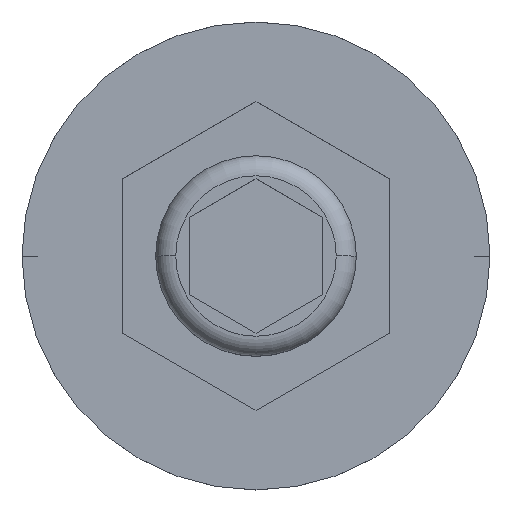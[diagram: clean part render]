
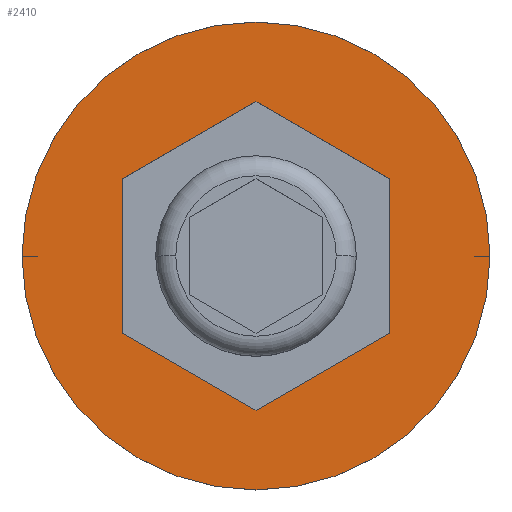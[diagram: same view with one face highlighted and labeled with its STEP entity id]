
A CAD part, top view. The second image highlights one B-rep face of the part: STEP entity #2410.
In plain terms, the highlighted planar face has unit normal (0, 0, 1).
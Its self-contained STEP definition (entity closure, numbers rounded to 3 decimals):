
#25 = EDGE_CURVE ( 'NONE', #209, #922, #1134, .T. ) ;
#32 = DIRECTION ( 'NONE',  ( 0., -1., 0. ) ) ;
#63 = VECTOR ( 'NONE', #1815, 1000. ) ;
#119 = DIRECTION ( 'NONE',  ( 0.866, 0.5, 0. ) ) ;
#129 = DIRECTION ( 'NONE',  ( 1., 0., 0. ) ) ;
#207 = DIRECTION ( 'NONE',  ( 1., 0., 0. ) ) ;
#209 = VERTEX_POINT ( 'NONE', #1658 ) ;
#236 = EDGE_CURVE ( 'NONE', #952, #764, #438, .T. ) ;
#342 = EDGE_CURVE ( 'NONE', #922, #1437, #2774, .T. ) ;
#383 = ORIENTED_EDGE ( 'NONE', *, *, #342, .F. ) ;
#398 = CARTESIAN_POINT ( 'NONE',  ( 0., -2.309, 0. ) ) ;
#408 = CARTESIAN_POINT ( 'NONE',  ( -3.5, 0., 0. ) ) ;
#429 = ORIENTED_EDGE ( 'NONE', *, *, #1291, .F. ) ;
#438 = CIRCLE ( 'NONE', #2109, 3.5 ) ;
#453 = VECTOR ( 'NONE', #2901, 1000. ) ;
#470 = EDGE_LOOP ( 'NONE', ( #2985, #1545 ) ) ;
#471 = FACE_BOUND ( 'NONE', #1240, .T. ) ;
#542 = CARTESIAN_POINT ( 'NONE',  ( 2., -1.155, 0. ) ) ;
#571 = LINE ( 'NONE', #2702, #1289 ) ;
#628 = DIRECTION ( 'NONE',  ( 0., 0., 1. ) ) ;
#764 = VERTEX_POINT ( 'NONE', #408 ) ;
#829 = VECTOR ( 'NONE', #1220, 1000. ) ;
#851 = CARTESIAN_POINT ( 'NONE',  ( 0., 2.309, 0. ) ) ;
#922 = VERTEX_POINT ( 'NONE', #1193 ) ;
#952 = VERTEX_POINT ( 'NONE', #1006 ) ;
#983 = CARTESIAN_POINT ( 'NONE',  ( 2., -1.155, 0. ) ) ;
#990 = FACE_OUTER_BOUND ( 'NONE', #470, .T. ) ;
#1006 = CARTESIAN_POINT ( 'NONE',  ( 3.5, 0., 0. ) ) ;
#1078 = CARTESIAN_POINT ( 'NONE',  ( 0., 2.309, 0. ) ) ;
#1134 = LINE ( 'NONE', #1405, #2003 ) ;
#1193 = CARTESIAN_POINT ( 'NONE',  ( -2., -1.155, 0. ) ) ;
#1212 = VERTEX_POINT ( 'NONE', #851 ) ;
#1220 = DIRECTION ( 'NONE',  ( 0.866, -0.5, 0. ) ) ;
#1229 = ORIENTED_EDGE ( 'NONE', *, *, #1803, .F. ) ;
#1240 = EDGE_LOOP ( 'NONE', ( #3311, #1389, #429, #383, #2053, #1229 ) ) ;
#1289 = VECTOR ( 'NONE', #119, 1000. ) ;
#1291 = EDGE_CURVE ( 'NONE', #1437, #1521, #571, .T. ) ;
#1301 = AXIS2_PLACEMENT_3D ( 'NONE', #2522, #2815, #129 ) ;
#1389 = ORIENTED_EDGE ( 'NONE', *, *, #2973, .F. ) ;
#1405 = CARTESIAN_POINT ( 'NONE',  ( -2., 1.155, 0. ) ) ;
#1419 = CIRCLE ( 'NONE', #1301, 3.5 ) ;
#1437 = VERTEX_POINT ( 'NONE', #398 ) ;
#1455 = CARTESIAN_POINT ( 'NONE',  ( -2., -1.155, 0. ) ) ;
#1490 = CARTESIAN_POINT ( 'NONE',  ( 0., 0., 0. ) ) ;
#1508 = EDGE_CURVE ( 'NONE', #1592, #1212, #3420, .T. ) ;
#1521 = VERTEX_POINT ( 'NONE', #983 ) ;
#1541 = PLANE ( 'NONE',  #2518 ) ;
#1545 = ORIENTED_EDGE ( 'NONE', *, *, #3243, .T. ) ;
#1592 = VERTEX_POINT ( 'NONE', #2630 ) ;
#1658 = CARTESIAN_POINT ( 'NONE',  ( -2., 1.155, 0. ) ) ;
#1776 = CARTESIAN_POINT ( 'NONE',  ( 2., 1.155, 0. ) ) ;
#1803 = EDGE_CURVE ( 'NONE', #1212, #209, #2420, .T. ) ;
#1815 = DIRECTION ( 'NONE',  ( -0.866, 0.5, 0. ) ) ;
#1821 = CARTESIAN_POINT ( 'NONE',  ( 0., 0., 0. ) ) ;
#1892 = LINE ( 'NONE', #542, #453 ) ;
#2003 = VECTOR ( 'NONE', #32, 1000. ) ;
#2024 = DIRECTION ( 'NONE',  ( 1., 0., 0. ) ) ;
#2053 = ORIENTED_EDGE ( 'NONE', *, *, #25, .F. ) ;
#2109 = AXIS2_PLACEMENT_3D ( 'NONE', #1490, #628, #2024 ) ;
#2410 = ADVANCED_FACE ( 'NONE', ( #471, #990 ), #1541, .T. ) ;
#2420 = LINE ( 'NONE', #1078, #3068 ) ;
#2518 = AXIS2_PLACEMENT_3D ( 'NONE', #1821, #2603, #207 ) ;
#2522 = CARTESIAN_POINT ( 'NONE',  ( 0., 0., 0. ) ) ;
#2603 = DIRECTION ( 'NONE',  ( 0., 0., 1. ) ) ;
#2630 = CARTESIAN_POINT ( 'NONE',  ( 2., 1.155, 0. ) ) ;
#2702 = CARTESIAN_POINT ( 'NONE',  ( 0., -2.309, 0. ) ) ;
#2774 = LINE ( 'NONE', #1455, #829 ) ;
#2815 = DIRECTION ( 'NONE',  ( 0., 0., 1. ) ) ;
#2901 = DIRECTION ( 'NONE',  ( 0., 1., 0. ) ) ;
#2973 = EDGE_CURVE ( 'NONE', #1521, #1592, #1892, .T. ) ;
#2985 = ORIENTED_EDGE ( 'NONE', *, *, #236, .T. ) ;
#3068 = VECTOR ( 'NONE', #3184, 1000. ) ;
#3184 = DIRECTION ( 'NONE',  ( -0.866, -0.5, 0. ) ) ;
#3243 = EDGE_CURVE ( 'NONE', #764, #952, #1419, .T. ) ;
#3311 = ORIENTED_EDGE ( 'NONE', *, *, #1508, .F. ) ;
#3420 = LINE ( 'NONE', #1776, #63 ) ;
